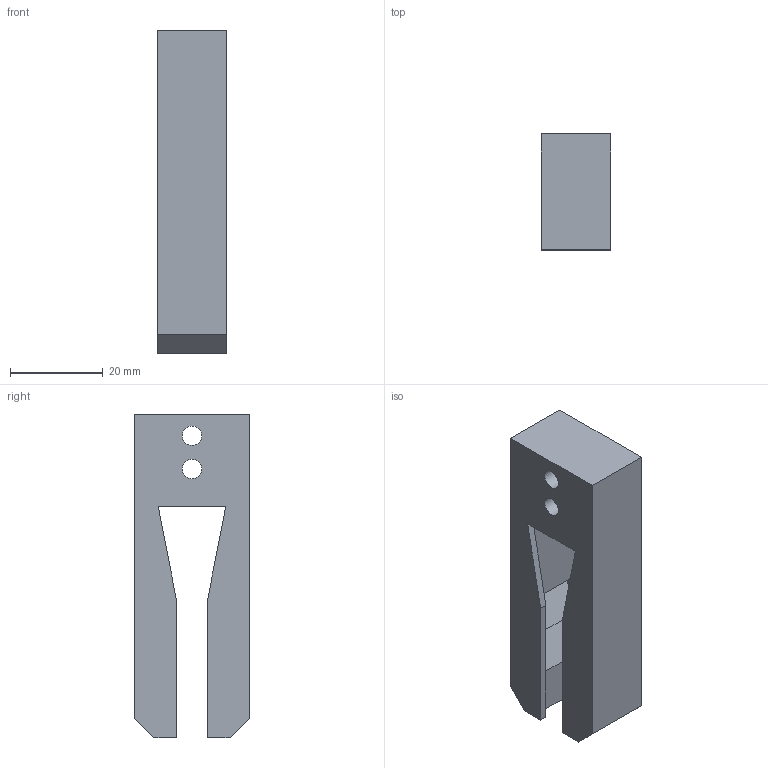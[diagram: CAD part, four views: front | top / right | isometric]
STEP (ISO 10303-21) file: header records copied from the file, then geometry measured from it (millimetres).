
FILE_DESCRIPTION(('STEP AP203'), '1');
FILE_NAME('âñòàâ äëÿ êðþêà', '', ('UNSPECIFIED'), ('UNSPECIFIED'), 'C3D Converter', 'C3D Toolkit', '');
FILE_SCHEMA(('CONFIG_CONTROL_DESIGN'));
Length unit declared in the file: millimetre
Products named in the file (1): встав для крюка
Bounding box: 15 x 25 x 70 mm (x, y, z)
Volume: 15447.5 mm3; surface area: 7561.7 mm2
Topology: 1 solids, 1 shells, 38 faces, 106 edges, 70 vertices
Faces by surface type: plane 36, cylinder 2
Full cylindrical faces by diameter (mm): 4.2 x2
Entity records: 1535 total; most frequent: CARTESIAN_POINT 213, ORIENTED_EDGE 208, DIRECTION 186, EDGE_CURVE 104, LINE 100, VECTOR 100, VERTEX_POINT 70, EDGE_LOOP 44
